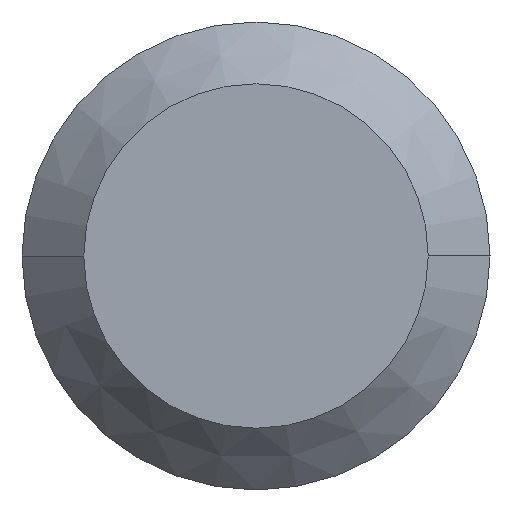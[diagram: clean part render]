
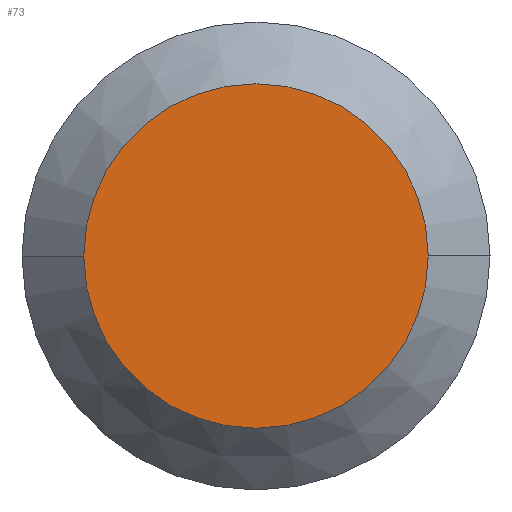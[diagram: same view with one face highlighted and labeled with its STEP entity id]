
A CAD part, left-side view. The second image highlights one B-rep face of the part: STEP entity #73.
In plain terms, the highlighted planar face has unit normal (-1, 0, 0).
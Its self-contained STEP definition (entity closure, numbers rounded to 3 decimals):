
#73=ADVANCED_FACE('',(#154),#155,.T.);
#154=FACE_OUTER_BOUND('',#242,.T.);
#155=PLANE('',#243);
#242=EDGE_LOOP('',(#376,#377));
#243=AXIS2_PLACEMENT_3D('',#378,#379,#380);
#376=ORIENTED_EDGE('',*,*,#464,.F.);
#377=ORIENTED_EDGE('',*,*,#501,.F.);
#378=CARTESIAN_POINT('',(0.0,4.6,0.0));
#379=DIRECTION('',(-1.0,0.0,0.0));
#380=DIRECTION('',(0.0,-1.0,0.0));
#464=EDGE_CURVE('',#546,#549,#550,.T.);
#501=EDGE_CURVE('',#549,#546,#603,.T.);
#546=VERTEX_POINT('',#641);
#549=VERTEX_POINT('',#645);
#550=CIRCLE('',#646,9.2);
#603=CIRCLE('',#704,9.2);
#641=CARTESIAN_POINT('',(0.0,9.2,0.0));
#645=CARTESIAN_POINT('',(0.,-9.2,0.));
#646=AXIS2_PLACEMENT_3D('',#737,#738,#739);
#704=AXIS2_PLACEMENT_3D('',#808,#809,#810);
#737=CARTESIAN_POINT('',(0.0,0.,0.0));
#738=DIRECTION('',(1.0,0.,0.0));
#739=DIRECTION('',(0.,1.0,0.0));
#808=CARTESIAN_POINT('',(0.0,0.,0.0));
#809=DIRECTION('',(1.0,0.,0.0));
#810=DIRECTION('',(0.,1.0,0.0));
